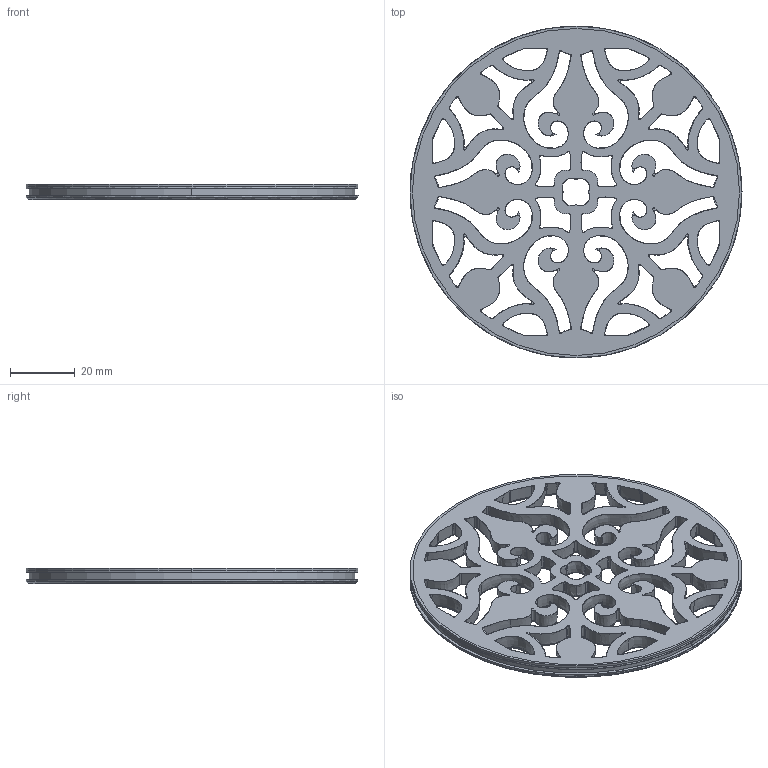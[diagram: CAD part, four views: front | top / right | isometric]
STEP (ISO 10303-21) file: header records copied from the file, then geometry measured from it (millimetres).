
FILE_DESCRIPTION((''),'2;1');
FILE_NAME('243-404_ASM','2019-09-25T13:32:29',('rsmith'),(''),'CREO PARAMETRIC BY PTC INC, 2018400','CREO PARAMETRIC BY PTC INC, 2018400','');
FILE_SCHEMA(('CONFIG_CONTROL_DESIGN'));
Length unit declared in the file: inch
Products named in the file (2): 50998; 243-404_ASM
Assembly tree (1 placements, depth 2):
  243-404_ASM
    50998
Bounding box: 102.63 x 102.62 x 4.78 mm (x, y, z)
Volume: 22306 mm3; surface area: 57940.3 mm2
Topology: 1 solids, 3 shells, 1625 faces, 4433 edges, 2729 vertices
Faces by surface type: bspline 1065, cone 170, torus 144, cylinder 138, plane 108
Entity records: 125161 total; most frequent: CARTESIAN_POINT 92634, ORIENTED_EDGE 8267, EDGE_CURVE 4433, DIRECTION 3907, VERTEX_POINT 2729, B_SPLINE_CURVE_WITH_KNOTS 2649, EDGE_LOOP 1805, FACE_OUTER_BOUND 1625
